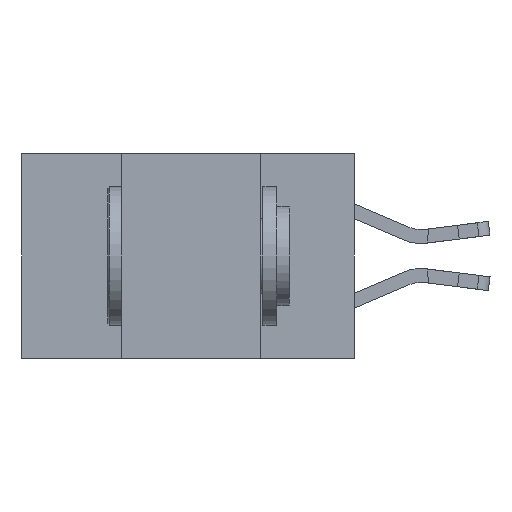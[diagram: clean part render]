
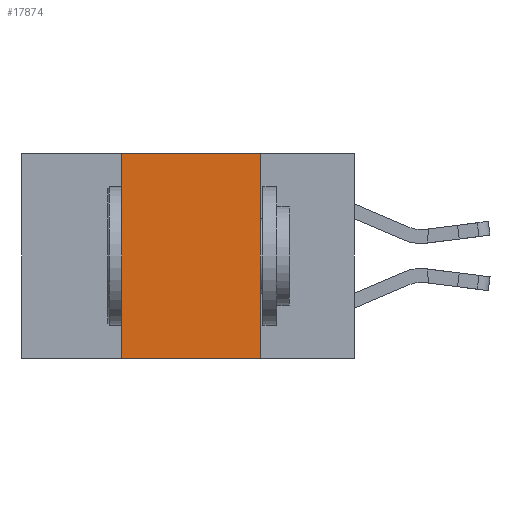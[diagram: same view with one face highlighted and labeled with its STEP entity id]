
A CAD part, left-side view. The second image highlights one B-rep face of the part: STEP entity #17874.
In plain terms, the highlighted planar face has unit normal (-1, 0, 0).
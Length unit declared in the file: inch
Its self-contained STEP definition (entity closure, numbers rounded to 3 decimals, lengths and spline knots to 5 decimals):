
#332 = LINE ( 'NONE', #3696, #9731 ) ;
#704 = AXIS2_PLACEMENT_3D ( 'NONE', #12942, #17465, #8497 ) ;
#2035 = FACE_OUTER_BOUND ( 'NONE', #4334, .T. ) ;
#2232 = CARTESIAN_POINT ( 'NONE',  ( 0., 0.42, -0.37 ) ) ;
#2445 = DIRECTION ( 'NONE',  ( 0., 0., -1. ) ) ;
#2520 = CARTESIAN_POINT ( 'NONE',  ( 0., 0.6, 0. ) ) ;
#3435 = LINE ( 'NONE', #6187, #3668 ) ;
#3475 = CARTESIAN_POINT ( 'NONE',  ( 0., 0.42, 0. ) ) ;
#3606 = EDGE_CURVE ( 'NONE', #14906, #15507, #332, .T. ) ;
#3668 = VECTOR ( 'NONE', #12320, 39.37008 ) ;
#3696 = CARTESIAN_POINT ( 'NONE',  ( 0., 0.17, 0. ) ) ;
#4334 = EDGE_LOOP ( 'NONE', ( #6101, #10531, #16574, #19321 ) ) ;
#4887 = DIRECTION ( 'NONE',  ( 0., 0., 1. ) ) ;
#5406 = VERTEX_POINT ( 'NONE', #3475 ) ;
#6101 = ORIENTED_EDGE ( 'NONE', *, *, #3606, .F. ) ;
#6187 = CARTESIAN_POINT ( 'NONE',  ( 0., 0.6, -0.37 ) ) ;
#6597 = CARTESIAN_POINT ( 'NONE',  ( 0., 0.42, 0. ) ) ;
#8407 = DIRECTION ( 'NONE',  ( 0., -1., 0. ) ) ;
#8497 = DIRECTION ( 'NONE',  ( 0., 0., -1. ) ) ;
#9731 = VECTOR ( 'NONE', #2445, 39.37008 ) ;
#9860 = CARTESIAN_POINT ( 'NONE',  ( 0., 0.17, 0. ) ) ;
#10531 = ORIENTED_EDGE ( 'NONE', *, *, #19325, .F. ) ;
#10925 = LINE ( 'NONE', #2520, #13965 ) ;
#11276 = LINE ( 'NONE', #6597, #14799 ) ;
#12320 = DIRECTION ( 'NONE',  ( 0., -1., 0. ) ) ;
#12808 = PLANE ( 'NONE',  #704 ) ;
#12942 = CARTESIAN_POINT ( 'NONE',  ( 0., 0.6, 0. ) ) ;
#13965 = VECTOR ( 'NONE', #8407, 39.37008 ) ;
#14799 = VECTOR ( 'NONE', #4887, 39.37008 ) ;
#14906 = VERTEX_POINT ( 'NONE', #9860 ) ;
#15507 = VERTEX_POINT ( 'NONE', #18150 ) ;
#15644 = EDGE_CURVE ( 'NONE', #17106, #5406, #11276, .T. ) ;
#16574 = ORIENTED_EDGE ( 'NONE', *, *, #15644, .F. ) ;
#17106 = VERTEX_POINT ( 'NONE', #2232 ) ;
#17465 = DIRECTION ( 'NONE',  ( 1., 0., 0. ) ) ;
#17874 = ADVANCED_FACE ( 'NONE', ( #2035 ), #12808, .F. ) ;
#18150 = CARTESIAN_POINT ( 'NONE',  ( 0., 0.17, -0.37 ) ) ;
#18798 = EDGE_CURVE ( 'NONE', #17106, #15507, #3435, .T. ) ;
#19321 = ORIENTED_EDGE ( 'NONE', *, *, #18798, .T. ) ;
#19325 = EDGE_CURVE ( 'NONE', #5406, #14906, #10925, .T. ) ;
